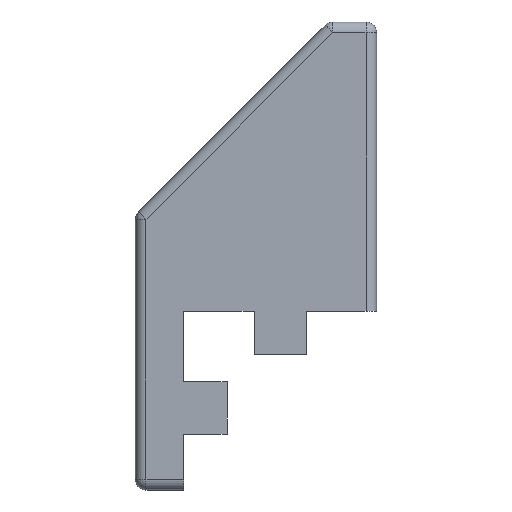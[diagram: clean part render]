
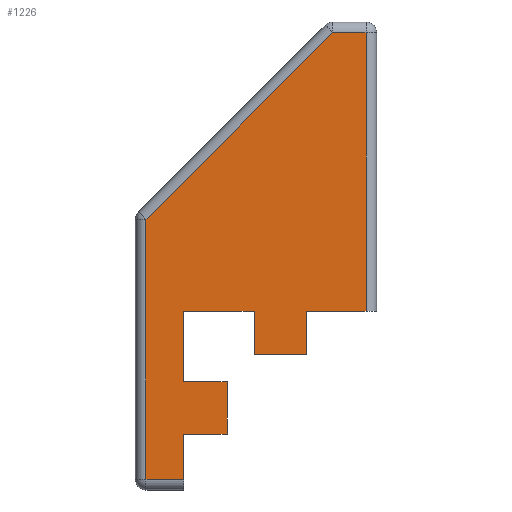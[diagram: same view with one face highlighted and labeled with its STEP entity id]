
A CAD part, left-side view. The second image highlights one B-rep face of the part: STEP entity #1226.
In plain terms, the highlighted planar face has unit normal (-1, 0, 0).
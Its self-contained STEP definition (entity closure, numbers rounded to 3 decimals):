
#20 = DIRECTION ( 'NONE',  ( 0., -1., 0. ) ) ;
#26 = VERTEX_POINT ( 'NONE', #854 ) ;
#27 = CARTESIAN_POINT ( 'NONE',  ( 129., 2.7, 10. ) ) ;
#29 = ORIENTED_EDGE ( 'NONE', *, *, #2117, .T. ) ;
#31 = VERTEX_POINT ( 'NONE', #480 ) ;
#71 = LINE ( 'NONE', #653, #314 ) ;
#121 = CARTESIAN_POINT ( 'NONE',  ( 129., 10., 2.7 ) ) ;
#143 = DIRECTION ( 'NONE',  ( 0., -1., 0. ) ) ;
#226 = VECTOR ( 'NONE', #20, 1000. ) ;
#309 = EDGE_CURVE ( 'NONE', #2138, #26, #2017, .T. ) ;
#314 = VECTOR ( 'NONE', #1228, 1000. ) ;
#328 = CARTESIAN_POINT ( 'NONE',  ( 129., 13.9, 19.544 ) ) ;
#341 = LINE ( 'NONE', #1465, #550 ) ;
#343 = VECTOR ( 'NONE', #891, 1000. ) ;
#350 = CARTESIAN_POINT ( 'NONE',  ( 129., 13.9, 0. ) ) ;
#352 = PLANE ( 'NONE',  #1717 ) ;
#380 = CARTESIAN_POINT ( 'NONE',  ( 129., 2.7, 5.5 ) ) ;
#401 = VERTEX_POINT ( 'NONE', #1039 ) ;
#460 = EDGE_CURVE ( 'NONE', #1469, #708, #1356, .T. ) ;
#463 = DIRECTION ( 'NONE',  ( 0., 0., 1. ) ) ;
#480 = CARTESIAN_POINT ( 'NONE',  ( 129., 5.5, 2.7 ) ) ;
#499 = DIRECTION ( 'NONE',  ( 0., 0., 1. ) ) ;
#511 = EDGE_CURVE ( 'NONE', #31, #1542, #2196, .T. ) ;
#531 = EDGE_CURVE ( 'NONE', #1559, #2138, #1080, .T. ) ;
#545 = VECTOR ( 'NONE', #1988, 1000. ) ;
#549 = EDGE_CURVE ( 'NONE', #1661, #703, #1787, .T. ) ;
#550 = VECTOR ( 'NONE', #2398, 1000. ) ;
#552 = EDGE_LOOP ( 'NONE', ( #2145, #1899, #1234, #1189, #572, #763, #700, #1134, #937, #2277, #29, #1908, #1274, #1722, #1712 ) ) ;
#557 = VECTOR ( 'NONE', #2106, 1000. ) ;
#572 = ORIENTED_EDGE ( 'NONE', *, *, #309, .T. ) ;
#627 = CARTESIAN_POINT ( 'NONE',  ( 129., 10., 2.7 ) ) ;
#653 = CARTESIAN_POINT ( 'NONE',  ( 129., 0., 38.9 ) ) ;
#673 = CARTESIAN_POINT ( 'NONE',  ( 129., 0., -7.4 ) ) ;
#674 = CARTESIAN_POINT ( 'NONE',  ( 129., -2.7, 10. ) ) ;
#683 = EDGE_CURVE ( 'NONE', #401, #1559, #71, .T. ) ;
#700 = ORIENTED_EDGE ( 'NONE', *, *, #549, .T. ) ;
#703 = VERTEX_POINT ( 'NONE', #1162 ) ;
#708 = VERTEX_POINT ( 'NONE', #27 ) ;
#763 = ORIENTED_EDGE ( 'NONE', *, *, #1483, .T. ) ;
#819 = LINE ( 'NONE', #838, #1191 ) ;
#838 = CARTESIAN_POINT ( 'NONE',  ( 129., -8.9, 0. ) ) ;
#854 = CARTESIAN_POINT ( 'NONE',  ( 129., 13.9, -7.4 ) ) ;
#870 = CARTESIAN_POINT ( 'NONE',  ( 129., 10., -2.7 ) ) ;
#891 = DIRECTION ( 'NONE',  ( 0., 1., 0. ) ) ;
#932 = EDGE_CURVE ( 'NONE', #1171, #31, #341, .T. ) ;
#937 = ORIENTED_EDGE ( 'NONE', *, *, #932, .T. ) ;
#944 = VECTOR ( 'NONE', #1424, 1000. ) ;
#1001 = VECTOR ( 'NONE', #2245, 1000. ) ;
#1039 = CARTESIAN_POINT ( 'NONE',  ( 129., -8.9, 38.9 ) ) ;
#1045 = DIRECTION ( 'NONE',  ( 0., 0., -1. ) ) ;
#1055 = CARTESIAN_POINT ( 'NONE',  ( 129., 10., 10. ) ) ;
#1080 = LINE ( 'NONE', #1830, #545 ) ;
#1118 = EDGE_CURVE ( 'NONE', #2252, #2092, #1771, .T. ) ;
#1119 = VECTOR ( 'NONE', #499, 1000. ) ;
#1120 = DIRECTION ( 'NONE',  ( 1., 0., 0. ) ) ;
#1134 = ORIENTED_EDGE ( 'NONE', *, *, #1308, .T. ) ;
#1145 = VECTOR ( 'NONE', #1596, 1000. ) ;
#1162 = CARTESIAN_POINT ( 'NONE',  ( 129., 10., -2.7 ) ) ;
#1171 = VERTEX_POINT ( 'NONE', #1813 ) ;
#1189 = ORIENTED_EDGE ( 'NONE', *, *, #531, .T. ) ;
#1191 = VECTOR ( 'NONE', #463, 1000. ) ;
#1194 = CARTESIAN_POINT ( 'NONE',  ( 129., 2.7, 5.5 ) ) ;
#1226 = ADVANCED_FACE ( 'NONE', ( #2422 ), #352, .F. ) ;
#1228 = DIRECTION ( 'NONE',  ( 0., 1., 0. ) ) ;
#1234 = ORIENTED_EDGE ( 'NONE', *, *, #683, .T. ) ;
#1274 = ORIENTED_EDGE ( 'NONE', *, *, #2406, .T. ) ;
#1308 = EDGE_CURVE ( 'NONE', #703, #1171, #1512, .T. ) ;
#1356 = LINE ( 'NONE', #1744, #1478 ) ;
#1370 = EDGE_CURVE ( 'NONE', #2087, #2252, #2096, .T. ) ;
#1395 = LINE ( 'NONE', #1996, #1001 ) ;
#1412 = CARTESIAN_POINT ( 'NONE',  ( 129., -5.456, 38.9 ) ) ;
#1413 = LINE ( 'NONE', #1459, #1119 ) ;
#1424 = DIRECTION ( 'NONE',  ( 0., 0., 1. ) ) ;
#1433 = CARTESIAN_POINT ( 'NONE',  ( 129., -2.7, 5.5 ) ) ;
#1459 = CARTESIAN_POINT ( 'NONE',  ( 129., 10., 2.7 ) ) ;
#1462 = DIRECTION ( 'NONE',  ( 0., 0., -1. ) ) ;
#1465 = CARTESIAN_POINT ( 'NONE',  ( 129., 5.5, -2.7 ) ) ;
#1469 = VERTEX_POINT ( 'NONE', #1055 ) ;
#1478 = VECTOR ( 'NONE', #1587, 1000. ) ;
#1483 = EDGE_CURVE ( 'NONE', #26, #1661, #1588, .T. ) ;
#1491 = CARTESIAN_POINT ( 'NONE',  ( 129., 0., 0. ) ) ;
#1512 = LINE ( 'NONE', #1695, #2225 ) ;
#1542 = VERTEX_POINT ( 'NONE', #627 ) ;
#1559 = VERTEX_POINT ( 'NONE', #1412 ) ;
#1587 = DIRECTION ( 'NONE',  ( 0., -1., 0. ) ) ;
#1588 = LINE ( 'NONE', #673, #1681 ) ;
#1596 = DIRECTION ( 'NONE',  ( 0., 0., 1. ) ) ;
#1661 = VERTEX_POINT ( 'NONE', #1696 ) ;
#1681 = VECTOR ( 'NONE', #143, 1000. ) ;
#1685 = DIRECTION ( 'NONE',  ( 0., -1., 0. ) ) ;
#1695 = CARTESIAN_POINT ( 'NONE',  ( 129., 10., -2.7 ) ) ;
#1696 = CARTESIAN_POINT ( 'NONE',  ( 129., 10., -7.4 ) ) ;
#1712 = ORIENTED_EDGE ( 'NONE', *, *, #1118, .T. ) ;
#1717 = AXIS2_PLACEMENT_3D ( 'NONE', #1491, #1120, #1462 ) ;
#1722 = ORIENTED_EDGE ( 'NONE', *, *, #1370, .T. ) ;
#1744 = CARTESIAN_POINT ( 'NONE',  ( 129., 10., 10. ) ) ;
#1771 = LINE ( 'NONE', #1433, #1145 ) ;
#1787 = LINE ( 'NONE', #870, #944 ) ;
#1813 = CARTESIAN_POINT ( 'NONE',  ( 129., 5.5, -2.7 ) ) ;
#1823 = CARTESIAN_POINT ( 'NONE',  ( 129., -8.9, 10. ) ) ;
#1830 = CARTESIAN_POINT ( 'NONE',  ( 129., 16.722, 16.722 ) ) ;
#1833 = EDGE_CURVE ( 'NONE', #2127, #401, #819, .T. ) ;
#1862 = VECTOR ( 'NONE', #1045, 1000. ) ;
#1899 = ORIENTED_EDGE ( 'NONE', *, *, #1833, .T. ) ;
#1908 = ORIENTED_EDGE ( 'NONE', *, *, #460, .T. ) ;
#1943 = EDGE_CURVE ( 'NONE', #2092, #2127, #1395, .T. ) ;
#1988 = DIRECTION ( 'NONE',  ( 0., 0.707, -0.707 ) ) ;
#1996 = CARTESIAN_POINT ( 'NONE',  ( 129., -2.7, 10. ) ) ;
#2017 = LINE ( 'NONE', #350, #1862 ) ;
#2059 = CARTESIAN_POINT ( 'NONE',  ( 129., -2.7, 5.5 ) ) ;
#2087 = VERTEX_POINT ( 'NONE', #2381 ) ;
#2092 = VERTEX_POINT ( 'NONE', #674 ) ;
#2096 = LINE ( 'NONE', #380, #226 ) ;
#2106 = DIRECTION ( 'NONE',  ( 0., 0., -1. ) ) ;
#2117 = EDGE_CURVE ( 'NONE', #1542, #1469, #1413, .T. ) ;
#2127 = VERTEX_POINT ( 'NONE', #1823 ) ;
#2138 = VERTEX_POINT ( 'NONE', #328 ) ;
#2140 = LINE ( 'NONE', #1194, #557 ) ;
#2145 = ORIENTED_EDGE ( 'NONE', *, *, #1943, .T. ) ;
#2196 = LINE ( 'NONE', #121, #343 ) ;
#2225 = VECTOR ( 'NONE', #1685, 1000. ) ;
#2245 = DIRECTION ( 'NONE',  ( 0., -1., 0. ) ) ;
#2252 = VERTEX_POINT ( 'NONE', #2059 ) ;
#2277 = ORIENTED_EDGE ( 'NONE', *, *, #511, .T. ) ;
#2381 = CARTESIAN_POINT ( 'NONE',  ( 129., 2.7, 5.5 ) ) ;
#2398 = DIRECTION ( 'NONE',  ( 0., 0., 1. ) ) ;
#2406 = EDGE_CURVE ( 'NONE', #708, #2087, #2140, .T. ) ;
#2422 = FACE_OUTER_BOUND ( 'NONE', #552, .T. ) ;
